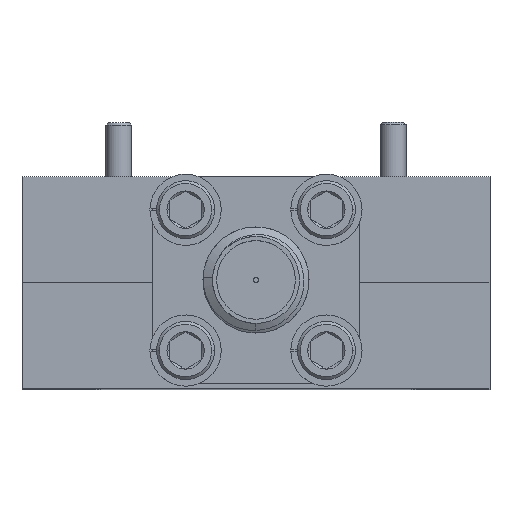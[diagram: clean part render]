
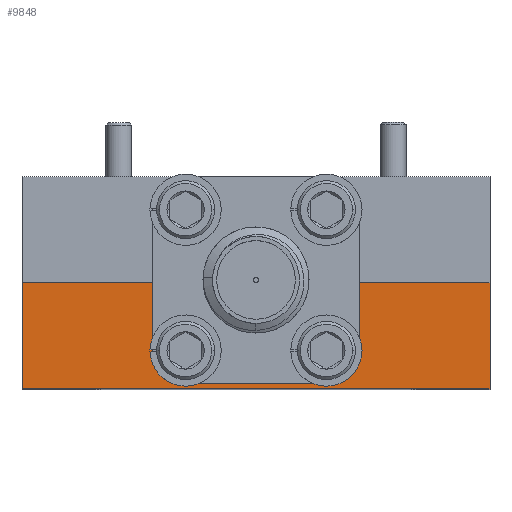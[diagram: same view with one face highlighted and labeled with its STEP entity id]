
A CAD part, top view. The second image highlights one B-rep face of the part: STEP entity #9848.
In plain terms, the highlighted planar face has unit normal (0, 0, 1).
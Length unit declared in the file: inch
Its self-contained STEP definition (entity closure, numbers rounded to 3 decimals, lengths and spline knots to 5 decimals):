
#532 = VERTEX_POINT ( 'NONE', #9422 ) ;
#789 = LINE ( 'NONE', #9542, #1938 ) ;
#934 = DIRECTION ( 'NONE',  ( 0., 0., 1. ) ) ;
#1030 = LINE ( 'NONE', #7854, #5048 ) ;
#1193 = EDGE_CURVE ( 'NONE', #4014, #10183, #3082, .T. ) ;
#1330 = EDGE_CURVE ( 'NONE', #5045, #532, #4338, .T. ) ;
#1437 = CARTESIAN_POINT ( 'NONE',  ( -0.565, 0., 0.75 ) ) ;
#1639 = AXIS2_PLACEMENT_3D ( 'NONE', #6708, #7571, #9253 ) ;
#1659 = CIRCLE ( 'NONE', #9046, 0.035 ) ;
#1877 = AXIS2_PLACEMENT_3D ( 'NONE', #9413, #3965, #9706 ) ;
#1938 = VECTOR ( 'NONE', #5517, 39.37008 ) ;
#2160 = DIRECTION ( 'NONE',  ( 1., 0., 0. ) ) ;
#2742 = ORIENTED_EDGE ( 'NONE', *, *, #5588, .F. ) ;
#3055 = EDGE_CURVE ( 'NONE', #9028, #3482, #5936, .T. ) ;
#3082 = CIRCLE ( 'NONE', #1877, 0.035 ) ;
#3336 = CARTESIAN_POINT ( 'NONE',  ( 0.17, 0.092, 0.75 ) ) ;
#3479 = CARTESIAN_POINT ( 'NONE',  ( -0.135, 0.092, 0.75 ) ) ;
#3482 = VERTEX_POINT ( 'NONE', #9813 ) ;
#3948 = LINE ( 'NONE', #5752, #7579 ) ;
#3954 = VERTEX_POINT ( 'NONE', #1437 ) ;
#3963 = ORIENTED_EDGE ( 'NONE', *, *, #7018, .T. ) ;
#3965 = DIRECTION ( 'NONE',  ( 0., 0., 1. ) ) ;
#3996 = ORIENTED_EDGE ( 'NONE', *, *, #7633, .F. ) ;
#4014 = VERTEX_POINT ( 'NONE', #9778 ) ;
#4121 = FACE_OUTER_BOUND ( 'NONE', #4994, .T. ) ;
#4203 = DIRECTION ( 'NONE',  ( 0., -1., 0. ) ) ;
#4206 = EDGE_LOOP ( 'NONE', ( #4756, #6615 ) ) ;
#4338 = CIRCLE ( 'NONE', #9628, 0.035 ) ;
#4756 = ORIENTED_EDGE ( 'NONE', *, *, #1330, .F. ) ;
#4994 = EDGE_LOOP ( 'NONE', ( #9867, #8209, #3996, #3963 ) ) ;
#5045 = VERTEX_POINT ( 'NONE', #5124 ) ;
#5048 = VECTOR ( 'NONE', #7742, 39.37008 ) ;
#5124 = CARTESIAN_POINT ( 'NONE',  ( 0.205, 0.092, 0.75 ) ) ;
#5422 = VECTOR ( 'NONE', #8031, 39.37008 ) ;
#5517 = DIRECTION ( 'NONE',  ( 1., 0., 0. ) ) ;
#5588 = EDGE_CURVE ( 'NONE', #10183, #4014, #8795, .T. ) ;
#5701 = ORIENTED_EDGE ( 'NONE', *, *, #1193, .F. ) ;
#5752 = CARTESIAN_POINT ( 'NONE',  ( -0.565, 0.256, 0.75 ) ) ;
#5894 = DIRECTION ( 'NONE',  ( 0., 0., 1. ) ) ;
#5936 = LINE ( 'NONE', #7139, #5422 ) ;
#6569 = AXIS2_PLACEMENT_3D ( 'NONE', #9185, #5894, #7567 ) ;
#6615 = ORIENTED_EDGE ( 'NONE', *, *, #8808, .F. ) ;
#6685 = EDGE_LOOP ( 'NONE', ( #2742, #5701 ) ) ;
#6708 = CARTESIAN_POINT ( 'NONE',  ( -0.565, 0.256, 0.75 ) ) ;
#6916 = CARTESIAN_POINT ( 'NONE',  ( 0.17, 0.092, 0.75 ) ) ;
#7018 = EDGE_CURVE ( 'NONE', #8605, #3954, #3948, .T. ) ;
#7139 = CARTESIAN_POINT ( 'NONE',  ( 0.565, 0.256, 0.75 ) ) ;
#7192 = CARTESIAN_POINT ( 'NONE',  ( 0.565, 0.256, 0.75 ) ) ;
#7567 = DIRECTION ( 'NONE',  ( 1., 0., 0. ) ) ;
#7571 = DIRECTION ( 'NONE',  ( 0., 0., -1. ) ) ;
#7579 = VECTOR ( 'NONE', #4203, 39.37008 ) ;
#7633 = EDGE_CURVE ( 'NONE', #8605, #9028, #789, .T. ) ;
#7742 = DIRECTION ( 'NONE',  ( 1., 0., 0. ) ) ;
#7854 = CARTESIAN_POINT ( 'NONE',  ( -0.565, 0., 0.75 ) ) ;
#8031 = DIRECTION ( 'NONE',  ( 0., -1., 0. ) ) ;
#8209 = ORIENTED_EDGE ( 'NONE', *, *, #3055, .F. ) ;
#8328 = EDGE_CURVE ( 'NONE', #3954, #3482, #1030, .T. ) ;
#8430 = PLANE ( 'NONE',  #1639 ) ;
#8605 = VERTEX_POINT ( 'NONE', #9745 ) ;
#8795 = CIRCLE ( 'NONE', #6569, 0.035 ) ;
#8808 = EDGE_CURVE ( 'NONE', #532, #5045, #1659, .T. ) ;
#9028 = VERTEX_POINT ( 'NONE', #7192 ) ;
#9032 = FACE_BOUND ( 'NONE', #6685, .T. ) ;
#9046 = AXIS2_PLACEMENT_3D ( 'NONE', #6916, #10152, #2160 ) ;
#9185 = CARTESIAN_POINT ( 'NONE',  ( -0.17, 0.092, 0.75 ) ) ;
#9253 = DIRECTION ( 'NONE',  ( -1., 0., 0. ) ) ;
#9413 = CARTESIAN_POINT ( 'NONE',  ( -0.17, 0.092, 0.75 ) ) ;
#9422 = CARTESIAN_POINT ( 'NONE',  ( 0.135, 0.092, 0.75 ) ) ;
#9542 = CARTESIAN_POINT ( 'NONE',  ( -0.565, 0.256, 0.75 ) ) ;
#9628 = AXIS2_PLACEMENT_3D ( 'NONE', #3336, #934, #9821 ) ;
#9706 = DIRECTION ( 'NONE',  ( 1., 0., 0. ) ) ;
#9745 = CARTESIAN_POINT ( 'NONE',  ( -0.565, 0.256, 0.75 ) ) ;
#9778 = CARTESIAN_POINT ( 'NONE',  ( -0.205, 0.092, 0.75 ) ) ;
#9813 = CARTESIAN_POINT ( 'NONE',  ( 0.565, 0., 0.75 ) ) ;
#9821 = DIRECTION ( 'NONE',  ( 1., 0., 0. ) ) ;
#9848 = ADVANCED_FACE ( 'NONE', ( #9032, #10407, #4121 ), #8430, .F. ) ;
#9867 = ORIENTED_EDGE ( 'NONE', *, *, #8328, .T. ) ;
#10152 = DIRECTION ( 'NONE',  ( 0., 0., 1. ) ) ;
#10183 = VERTEX_POINT ( 'NONE', #3479 ) ;
#10407 = FACE_BOUND ( 'NONE', #4206, .T. ) ;
